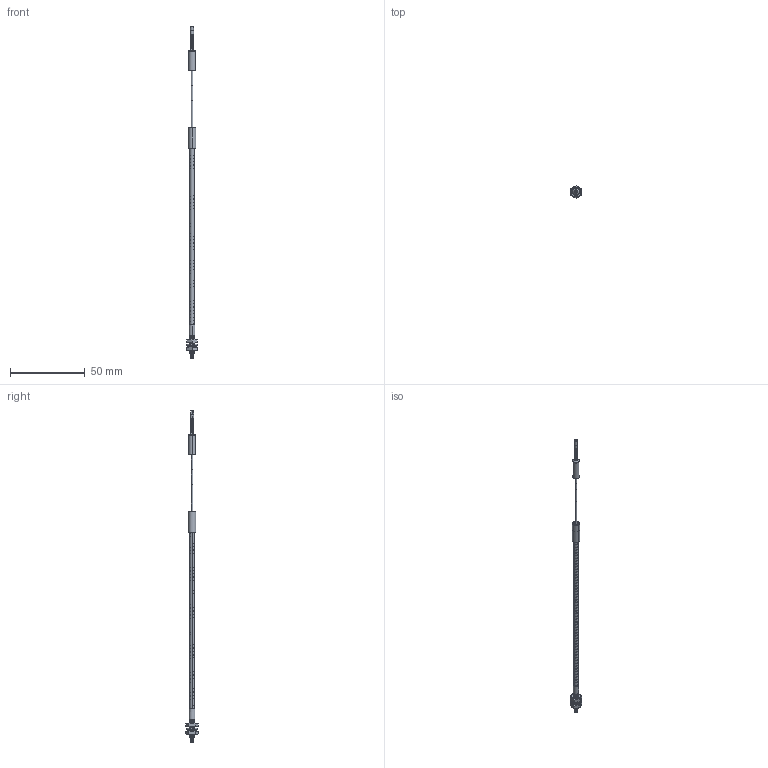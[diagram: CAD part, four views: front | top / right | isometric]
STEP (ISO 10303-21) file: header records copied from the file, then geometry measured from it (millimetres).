
FILE_DESCRIPTION((''),'2;1');
FILE_NAME('193946_ASM','2016-03-09T',('pdmadmin'),(''),'PRO/ENGINEER BY PARAMETRIC TECHNOLOGY CORPORATION, 2013230','PRO/ENGINEER BY PARAMETRIC TECHNOLOGY CORPORATION, 2013230','');
FILE_SCHEMA(('CONFIG_CONTROL_DESIGN'));
Length unit declared in the file: inch
Products named in the file (10): 110896; 58193; 110533; 35315; 110532; 40845; 40844; FIBER_CORE_1MM; 27708_ASM; 193946_ASM
Assembly tree (11 placements, depth 3):
  193946_ASM
    27708_ASM
      110896
      58193  x2
      110533
      35315
      110532
      40845
      40844  x2
      FIBER_CORE_1MM
Bounding box: 8 x 8.08 x 221.97 mm (x, y, z)
Volume: 1105.8 mm3; surface area: 6611.6 mm2
Topology: 11 solids, 15 shells, 673 faces, 1448 edges, 797 vertices
Faces by surface type: torus 200, cylinder 181, cone 150, bspline 86, plane 56
Entity records: 33628 total; most frequent: CARTESIAN_POINT 19649, DIRECTION 3109, ORIENTED_EDGE 2756, EDGE_CURVE 1382, AXIS2_PLACEMENT_3D 1325, VERTEX_POINT 757, CIRCLE 729, EDGE_LOOP 655
